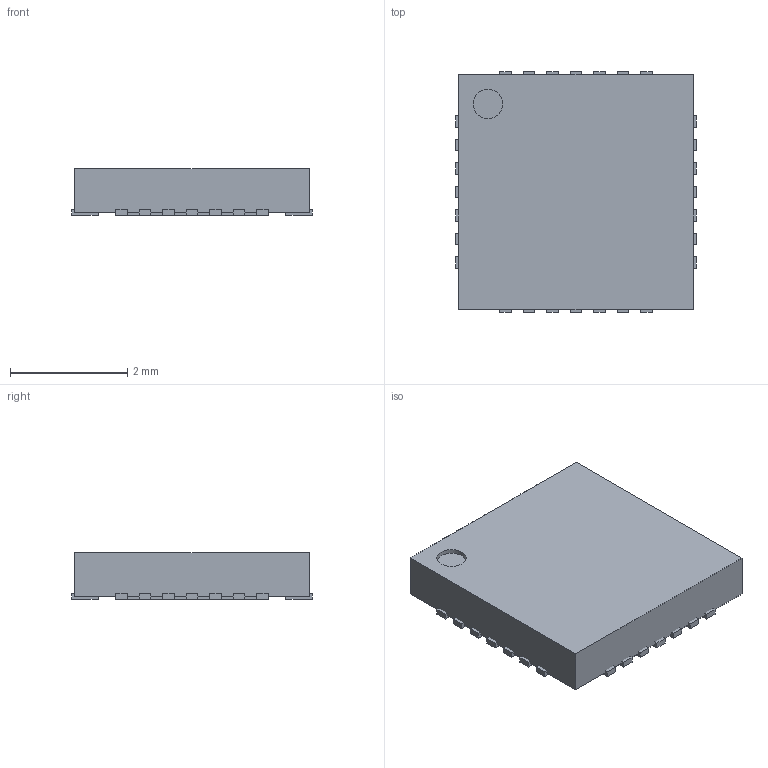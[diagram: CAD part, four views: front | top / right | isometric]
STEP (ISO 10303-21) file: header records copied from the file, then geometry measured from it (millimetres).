
FILE_DESCRIPTION(('FreeCAD Model'),'2;1');
FILE_NAME('12159393.1.1.stp','2022-04-29T08:35:35',( 'Author'),(''),'Open CASCADE STEP processor 6.9','FreeCAD','Unknown' );
FILE_SCHEMA(('AUTOMOTIVE_DESIGN { 1 0 10303 214 1 1 1 1 }'));
Length unit declared in the file: millimetre
Products named in the file (5): ASSEMBLY; Body; ThermalPin; PinsArrayLR; PinsArrayTB
Assembly tree (4 placements, depth 2):
  ASSEMBLY
    Body
    ThermalPin
    PinsArrayLR
    PinsArrayTB
Bounding box: 4.1 x 4.1 x 0.8 mm (x, y, z)
Volume: 12.9 mm3; surface area: 67.4 mm2
Topology: 30 solids, 30 shells, 182 faces, 363 edges, 242 vertices
Faces by surface type: plane 181, cylinder 1
Full cylindrical faces by diameter (mm): 0.5 x1
Entity records: 9628 total; most frequent: CARTESIAN_POINT 1518, DIRECTION 1465, LINE 1085, VECTOR 1085, ORIENTED_EDGE 726, PCURVE 726, DEFINITIONAL_REPRESENTATION 726, EDGE_CURVE 363
